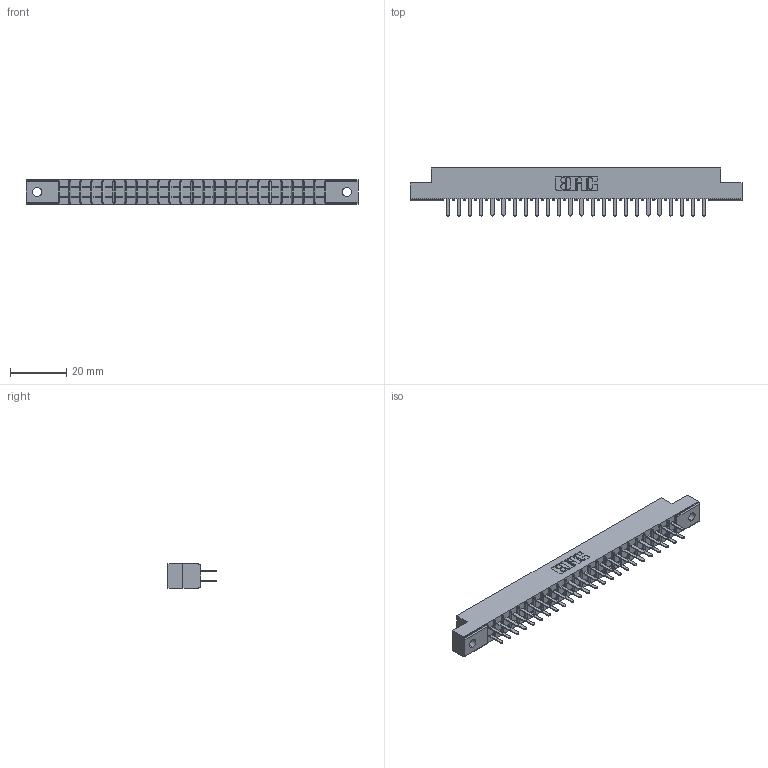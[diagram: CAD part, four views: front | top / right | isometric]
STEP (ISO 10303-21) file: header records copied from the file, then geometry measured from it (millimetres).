
FILE_DESCRIPTION (( 'STEP AP203' ), '1' );
FILE_NAME ('315-048-520-202.STEP', '2019-09-10T18:14:46', ( '' ), ( '' ), 'SwSTEP 2.0', 'SolidWorks 2016', '' );
FILE_SCHEMA (( 'CONFIG_CONTROL_DESIGN' ));
Length unit declared in the file: inch
Products named in the file (3): 305 Part_.128 Dia; 305-290-001_520; 315-048-520-202
Assembly tree (49 placements, depth 2):
  315-048-520-202
    305 Part_.128 Dia
    305-290-001_520  x48
Bounding box: 118.11 x 17.09 x 8.71 mm (x, y, z)
Volume: 7367.7 mm3; surface area: 13805.1 mm2
Topology: 49 solids, 49 shells, 2324 faces, 6628 edges, 4288 vertices
Faces by surface type: plane 1364, cylinder 864, sphere 96
Entity records: 28059 total; most frequent: CARTESIAN_POINT 4642, ORIENTED_EDGE 4604, DIRECTION 4504, EDGE_CURVE 2302, VECTOR 1844, LINE 1844, VERTEX_POINT 1468, AXIS2_PLACEMENT_3D 1330
